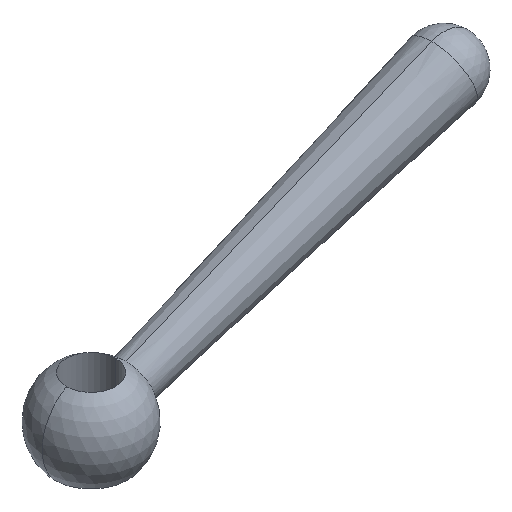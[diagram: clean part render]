
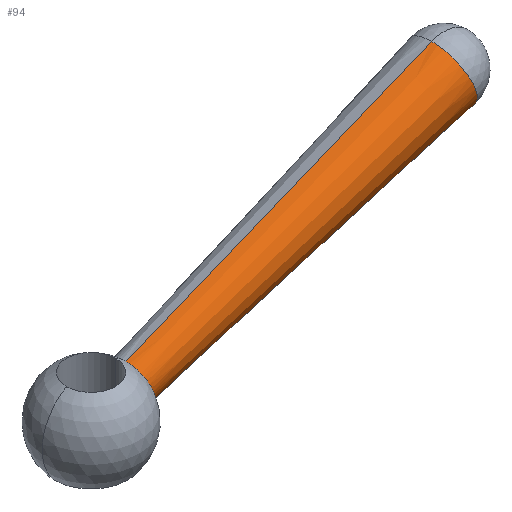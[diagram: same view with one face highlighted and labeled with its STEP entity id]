
A CAD part, isometric view. The second image highlights one B-rep face of the part: STEP entity #94.
In plain terms, the highlighted conical face has half-angle 2.123 degrees and reference radius 3.249 mm.
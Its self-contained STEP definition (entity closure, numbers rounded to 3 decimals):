
#64=VERTEX_POINT('',#160);
#76=VERTEX_POINT('',#173);
#80=EDGE_CURVE('',#118,#142,#177,.T.);
#94=ADVANCED_FACE('',(#194),#195,.T.);
#106=EDGE_CURVE('',#76,#118,#208,.T.);
#116=EDGE_CURVE('',#64,#76,#218,.T.);
#118=VERTEX_POINT('',#220);
#128=EDGE_CURVE('',#142,#64,#231,.T.);
#142=VERTEX_POINT('',#248);
#160=CARTESIAN_POINT('',(4.27,0.,8.215));
#173=CARTESIAN_POINT('',(41.72,0.,23.438));
#177=LINE('',#279,#280);
#194=FACE_OUTER_BOUND('',#297,.T.);
#195=CONICAL_SURFACE('',#298,3.249,0.037);
#208=CIRCLE('',#314,3.997);
#218=LINE('',#328,#329);
#220=CARTESIAN_POINT('',(44.454,0.,15.926));
#231=CIRCLE('',#346,2.5);
#248=CARTESIAN_POINT('',(5.98,0.,3.516));
#279=CARTESIAN_POINT('',(25.217,0.,9.721));
#280=VECTOR('',#386,1.0);
#297=EDGE_LOOP('',(#408,#409,#410,#411));
#298=AXIS2_PLACEMENT_3D('',#412,#413,#414);
#314=AXIS2_PLACEMENT_3D('',#426,#427,#428);
#328=CARTESIAN_POINT('',(22.995,0.,15.827));
#329=VECTOR('',#438,1.0);
#346=AXIS2_PLACEMENT_3D('',#456,#457,#458);
#386=DIRECTION('',(-0.952,0.,-0.307));
#408=ORIENTED_EDGE('',*,*,#116,.F.);
#409=ORIENTED_EDGE('',*,*,#128,.F.);
#410=ORIENTED_EDGE('',*,*,#80,.F.);
#411=ORIENTED_EDGE('',*,*,#106,.F.);
#412=CARTESIAN_POINT('',(24.106,0.,12.774));
#413=DIRECTION('',(0.94,0.,0.342));
#414=DIRECTION('',(-0.342,0.,0.94));
#426=CARTESIAN_POINT('',(43.087,0.,19.682));
#427=DIRECTION('',(0.94,0.,0.342));
#428=DIRECTION('',(-0.342,0.,0.94));
#438=DIRECTION('',(0.926,0.,0.377));
#456=CARTESIAN_POINT('',(5.125,0.,5.865));
#457=DIRECTION('',(-0.94,0.,-0.342));
#458=DIRECTION('',(0.342,0.0,-0.94));
